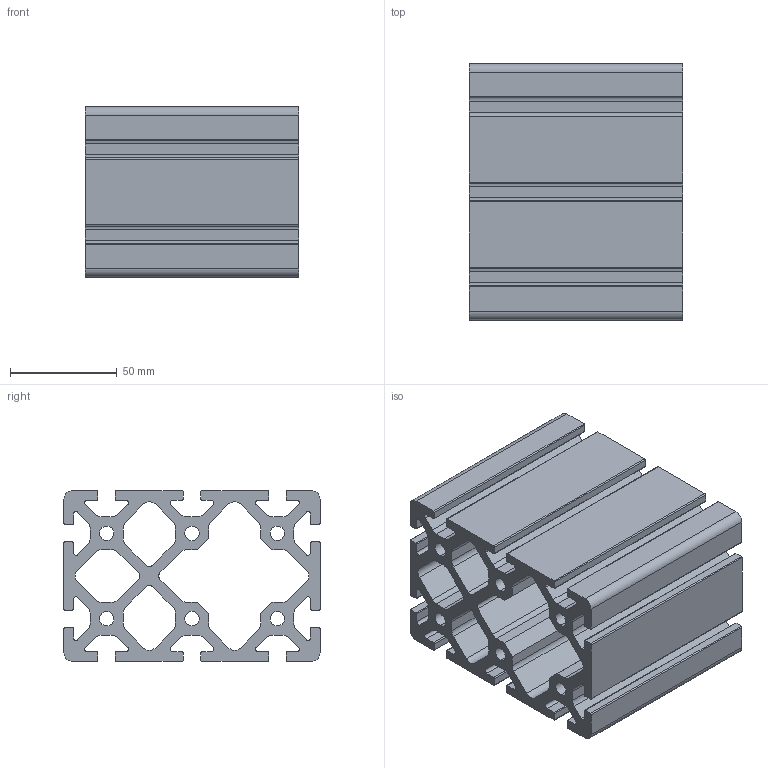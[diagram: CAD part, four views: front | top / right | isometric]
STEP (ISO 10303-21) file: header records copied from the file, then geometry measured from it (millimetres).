
FILE_DESCRIPTION (( 'STEP AP214' ), '1' );
FILE_NAME ('084.114.016.STEP', '2020-07-23T08:31:30', ( '' ), ( '' ), 'SwSTEP 2.0', 'SolidWorks 2018', '' );
FILE_SCHEMA (( 'AUTOMOTIVE_DESIGN' ));
Length unit declared in the file: millimetre
Products named in the file (1): 084.114.016
Bounding box: 100 x 120 x 80 mm (x, y, z)
Volume: 387403.1 mm3; surface area: 146184.5 mm2
Topology: 1 solids, 1 shells, 257 faces, 765 edges, 510 vertices
Faces by surface type: cylinder 133, plane 124
Entity records: 8779 total; most frequent: DIRECTION 1547, CARTESIAN_POINT 1533, ORIENTED_EDGE 1530, EDGE_CURVE 765, AXIS2_PLACEMENT_3D 524, VERTEX_POINT 510, LINE 499, VECTOR 499
